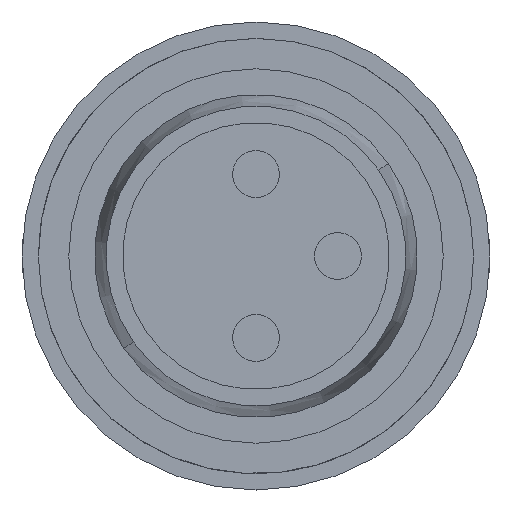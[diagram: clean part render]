
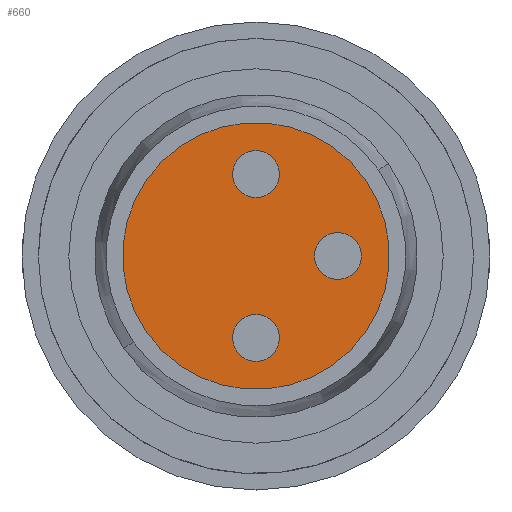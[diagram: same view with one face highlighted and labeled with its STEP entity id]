
A CAD part, left-side view. The second image highlights one B-rep face of the part: STEP entity #660.
In plain terms, the highlighted planar face has unit normal (-1, 0, 0).
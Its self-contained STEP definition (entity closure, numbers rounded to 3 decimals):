
#10=CARTESIAN_POINT('',(-33.7,1.178,-0.825));
#20=DIRECTION('',(1.,0.,0.));
#30=DIRECTION('',(0.,-0.819,
0.574));
#40=AXIS2_PLACEMENT_3D('',#10,#20,#30);
#50=PLANE('',#40);
#60=CARTESIAN_POINT('',(-33.7,0.,
0.));
#70=DIRECTION('',(1.,0.,0.));
#80=DIRECTION('',(0.,-0.819,
0.574));
#90=AXIS2_PLACEMENT_3D('',#60,#70,#80);
#100=CIRCLE('',#90,2.85);
#110=CARTESIAN_POINT('',(-33.7,-2.335,1.635));
#120=VERTEX_POINT('',#110);
#130=CARTESIAN_POINT('',(-33.7,2.335,
-1.635));
#140=VERTEX_POINT('',#130);
#150=EDGE_CURVE('',#120,#140,#100,.T.);
#160=ORIENTED_EDGE('',*,*,#150,.F.);
#170=EDGE_CURVE('',#140,#120,#100,.T.);
#180=ORIENTED_EDGE('',*,*,#170,.F.);
#190=EDGE_LOOP('',(#180,#160));
#200=FACE_OUTER_BOUND('',#190,.T.);
#210=CARTESIAN_POINT('',(-33.7,-1.75,0.));
#220=DIRECTION('',(-1.,0.,0.));
#230=DIRECTION('',(0.,0.574,
0.819));
#240=AXIS2_PLACEMENT_3D('',#210,#220,#230);
#250=CIRCLE('',#240,0.5);
#260=CARTESIAN_POINT('',(-33.7,-1.463,0.41));
#270=VERTEX_POINT('',#260);
#280=CARTESIAN_POINT('',(-33.7,-2.037,-0.41));
#290=VERTEX_POINT('',#280);
#300=EDGE_CURVE('',#270,#290,#250,.T.);
#310=ORIENTED_EDGE('',*,*,#300,.F.);
#320=EDGE_CURVE('',#290,#270,#250,.T.);
#330=ORIENTED_EDGE('',*,*,#320,.F.);
#340=EDGE_LOOP('',(#330,#310));
#350=FACE_BOUND('',#340,.T.);
#360=CARTESIAN_POINT('',(-33.7,0.,
-1.75));
#370=DIRECTION('',(-1.,0.,0.));
#380=DIRECTION('',(0.,0.574,
0.819));
#390=AXIS2_PLACEMENT_3D('',#360,#370,#380);
#400=CIRCLE('',#390,0.5);
#410=CARTESIAN_POINT('',(-33.7,0.287,-1.34));
#420=VERTEX_POINT('',#410);
#430=CARTESIAN_POINT('',(-33.7,-0.287,
-2.16));
#440=VERTEX_POINT('',#430);
#450=EDGE_CURVE('',#420,#440,#400,.T.);
#460=ORIENTED_EDGE('',*,*,#450,.F.);
#470=EDGE_CURVE('',#440,#420,#400,.T.);
#480=ORIENTED_EDGE('',*,*,#470,.F.);
#490=EDGE_LOOP('',(#480,#460));
#500=FACE_BOUND('',#490,.T.);
#510=CARTESIAN_POINT('',(-33.7,0.,1.75));
#520=DIRECTION('',(-1.,0.,0.));
#530=DIRECTION('',(0.,0.574,
0.819));
#540=AXIS2_PLACEMENT_3D('',#510,#520,#530);
#550=CIRCLE('',#540,0.5);
#560=CARTESIAN_POINT('',(-33.7,0.287,2.16));
#570=VERTEX_POINT('',#560);
#580=CARTESIAN_POINT('',(-33.7,-0.287,1.34));
#590=VERTEX_POINT('',#580);
#600=EDGE_CURVE('',#570,#590,#550,.T.);
#610=ORIENTED_EDGE('',*,*,#600,.F.);
#620=EDGE_CURVE('',#590,#570,#550,.T.);
#630=ORIENTED_EDGE('',*,*,#620,.F.);
#640=EDGE_LOOP('',(#630,#610));
#650=FACE_BOUND('',#640,.T.);
#660=ADVANCED_FACE('',(#200,#350,#500,#650),#50,.F.);
